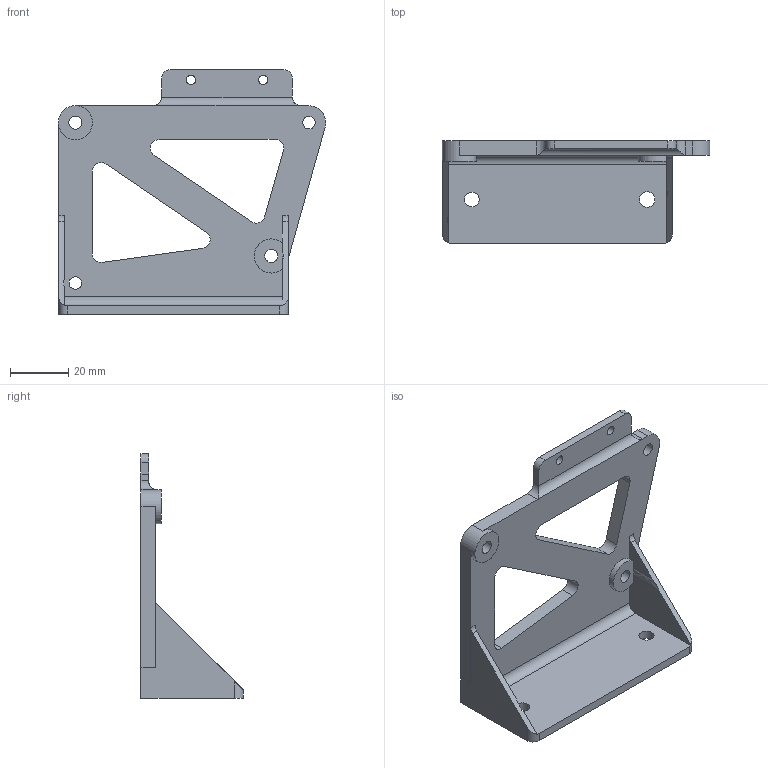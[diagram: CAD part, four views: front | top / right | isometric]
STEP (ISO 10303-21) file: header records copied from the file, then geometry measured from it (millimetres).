
FILE_DESCRIPTION(/* description */ (''),/* implementation_level */ '2;1');
FILE_NAME(/* name */ 'mount.step',/* time_stamp */ '2022-08-14T08:00:53+08:00',/* author */ (''),/* organization */ (''),/* preprocessor_version */ 'ST-DEVELOPER v19',/* originating_system */ 'Autodesk Translation Framework v11.7.0.108',/* authorisation */ '');
FILE_SCHEMA (('AUTOMOTIVE_DESIGN { 1 0 10303 214 3 1 1 }'));
Length unit declared in the file: millimetre
Products named in the file (1): mount
Bounding box: 91.59 x 35 x 83.82 mm (x, y, z)
Volume: 32265.7 mm3; surface area: 19483.6 mm2
Topology: 1 solids, 1 shells, 60 faces, 172 edges, 114 vertices
Faces by surface type: plane 31, cylinder 26, bspline 3
Full cylindrical faces by diameter (mm): 4.3 x2, 4.5 x2, 5 x1, 5.3 x1, 11.7 x1
Entity records: 2369 total; most frequent: CARTESIAN_POINT 688, ORIENTED_EDGE 344, DIRECTION 340, EDGE_CURVE 172, AXIS2_PLACEMENT_3D 116, VERTEX_POINT 114, LINE 108, VECTOR 108
